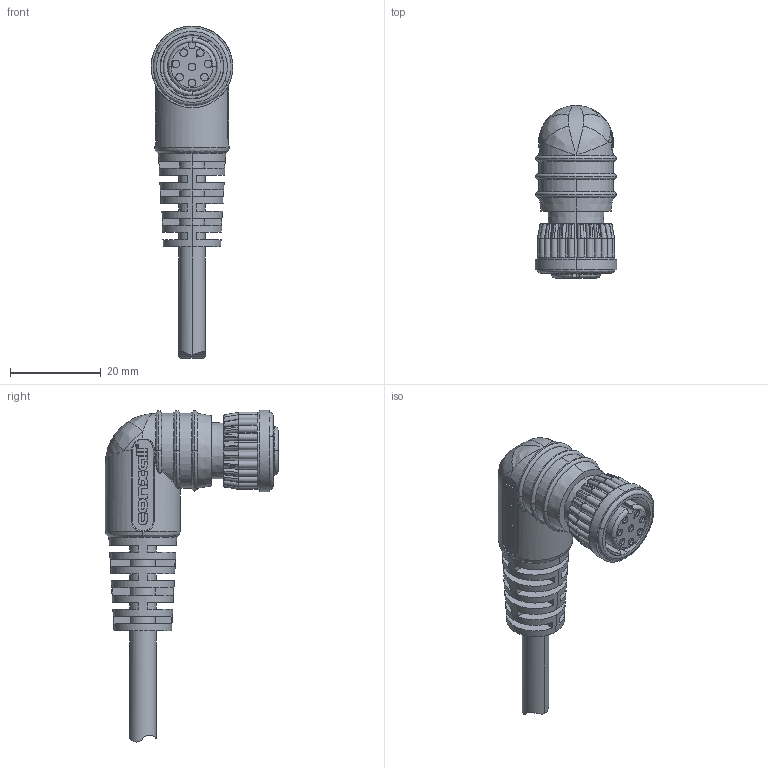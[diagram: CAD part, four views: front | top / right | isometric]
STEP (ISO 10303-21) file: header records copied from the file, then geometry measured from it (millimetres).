
FILE_DESCRIPTION (( 'STEP AP203' ), '1' );
FILE_NAME ('CARA62808SXXX90.STEP', '2018-02-06T17:42:34', ( '' ), ( '' ), 'SwSTEP 2.0', 'SolidWorks 2017', '' );
FILE_SCHEMA (( 'CONFIG_CONTROL_DESIGN' ));
Length unit declared in the file: inch
Products named in the file (1): CARA62808SXXX90
Bounding box: 18.02 x 38.23 x 73.28 mm (x, y, z)
Volume: 12236.3 mm3; surface area: 6379.6 mm2
Topology: 1 solids, 5 shells, 613 faces, 1702 edges, 1133 vertices
Faces by surface type: cylinder 273, plane 247, bspline 84, cone 9
Entity records: 23703 total; most frequent: CARTESIAN_POINT 9579, ORIENTED_EDGE 3388, DIRECTION 2317, EDGE_CURVE 1694, VERTEX_POINT 1133, AXIS2_PLACEMENT_3D 801, VECTOR 715, LINE 715
